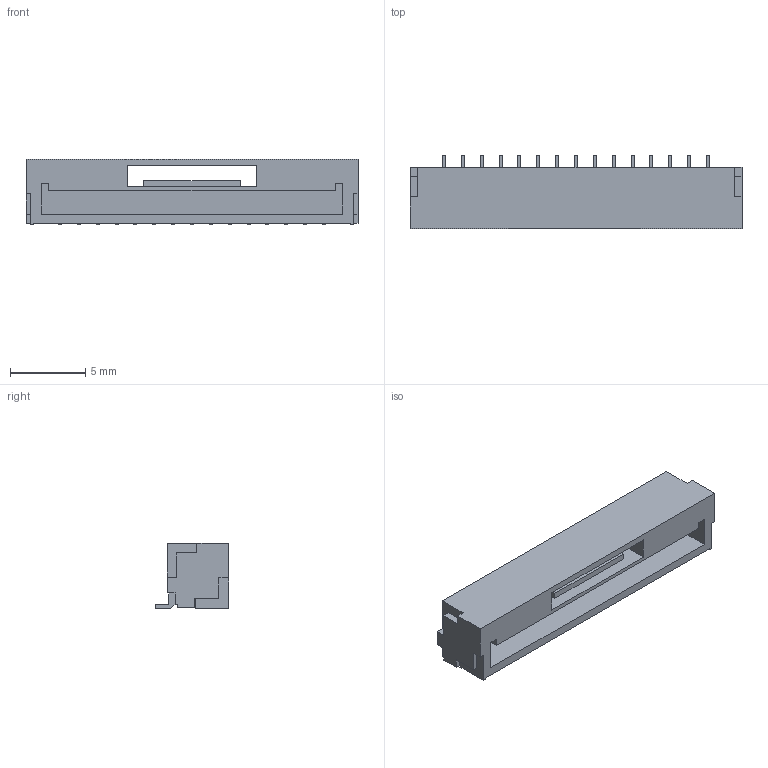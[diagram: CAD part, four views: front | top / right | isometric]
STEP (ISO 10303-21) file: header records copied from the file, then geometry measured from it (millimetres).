
FILE_DESCRIPTION(('FreeCAD Model'),'2;1');
FILE_NAME('JST_GH_SM15B-GHS-TB_15x1.25mm_Angled.STEP','2016-03-29T10:33:29',( 'Author'),(''),'Open CASCADE STEP processor 6.8','FreeCAD','Unknown' );
FILE_SCHEMA(('AUTOMOTIVE_DESIGN_CC2 { 1 2 10303 214 -1 1 5 4 }'));
Length unit declared in the file: millimetre
Products named in the file (1): SM15B-GHS
Bounding box: 22 x 4.85 x 4.35 mm (x, y, z)
Volume: 237.9 mm3; surface area: 606.2 mm2
Topology: 1 solids, 1 shells, 176 faces, 484 edges, 312 vertices
Faces by surface type: plane 176
Entity records: 12973 total; most frequent: CARTESIAN_POINT 1941, DIRECTION 1806, LINE 1452, VECTOR 1452, ORIENTED_EDGE 968, PCURVE 968, DEFINITIONAL_REPRESENTATION 968, EDGE_CURVE 484
